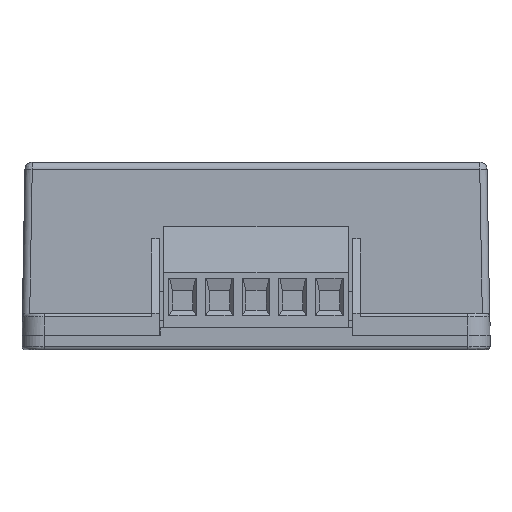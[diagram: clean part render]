
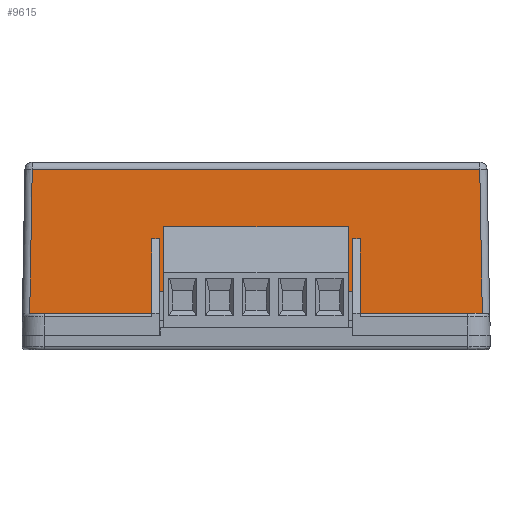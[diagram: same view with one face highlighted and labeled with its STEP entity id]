
A CAD part, front view. The second image highlights one B-rep face of the part: STEP entity #9615.
In plain terms, the highlighted planar face has unit normal (0, -1, 0.018).
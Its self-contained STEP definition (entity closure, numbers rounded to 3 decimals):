
#17 = VECTOR ( 'NONE', #22544, 1000. ) ;
#206 = ORIENTED_EDGE ( 'NONE', *, *, #16982, .T. ) ;
#485 = CARTESIAN_POINT ( 'NONE',  ( 13.2, -46., 3. ) ) ;
#544 = CARTESIAN_POINT ( 'NONE',  ( 30.848, -46., 3. ) ) ;
#1444 = VERTEX_POINT ( 'NONE', #9847 ) ;
#2238 = LINE ( 'NONE', #9863, #22986 ) ;
#2624 = VERTEX_POINT ( 'NONE', #22804 ) ;
#3003 = LINE ( 'NONE', #20787, #6979 ) ;
#3212 = DIRECTION ( 'NONE',  ( -1., 0., 0. ) ) ;
#3560 = LINE ( 'NONE', #544, #8797 ) ;
#3882 = ORIENTED_EDGE ( 'NONE', *, *, #14094, .F. ) ;
#4558 = ORIENTED_EDGE ( 'NONE', *, *, #10720, .T. ) ;
#4580 = FACE_OUTER_BOUND ( 'NONE', #11205, .T. ) ;
#5041 = VERTEX_POINT ( 'NONE', #21744 ) ;
#5210 = LINE ( 'NONE', #10905, #17 ) ;
#5446 = LINE ( 'NONE', #14629, #15249 ) ;
#5840 = DIRECTION ( 'NONE',  ( -1., 0., 0. ) ) ;
#6122 = EDGE_CURVE ( 'NONE', #14286, #20192, #22607, .T. ) ;
#6236 = EDGE_CURVE ( 'NONE', #16864, #1444, #5210, .T. ) ;
#6575 = CARTESIAN_POINT ( 'NONE',  ( 13.2, -45.948, 6. ) ) ;
#6849 = CARTESIAN_POINT ( 'NONE',  ( 31.9, -46., 3. ) ) ;
#6854 = ORIENTED_EDGE ( 'NONE', *, *, #13264, .F. ) ;
#6979 = VECTOR ( 'NONE', #13090, 1000. ) ;
#7738 = EDGE_CURVE ( 'NONE', #14286, #2624, #17790, .T. ) ;
#8275 = LINE ( 'NONE', #19238, #13477 ) ;
#8295 = PLANE ( 'NONE',  #15624 ) ;
#8433 = VERTEX_POINT ( 'NONE', #15131 ) ;
#8797 = VECTOR ( 'NONE', #18010, 1000. ) ;
#9188 = ORIENTED_EDGE ( 'NONE', *, *, #19045, .T. ) ;
#9431 = LINE ( 'NONE', #485, #14027 ) ;
#9615 = ADVANCED_FACE ( 'NONE', ( #4580 ), #8295, .T. ) ;
#9697 = VECTOR ( 'NONE', #3212, 1000. ) ;
#9761 = VERTEX_POINT ( 'NONE', #22237 ) ;
#9844 = LINE ( 'NONE', #6849, #24717 ) ;
#9847 = CARTESIAN_POINT ( 'NONE',  ( -30.848, -46., 3. ) ) ;
#9863 = CARTESIAN_POINT ( 'NONE',  ( 31.9, -45.823, 13.124 ) ) ;
#10275 = DIRECTION ( 'NONE',  ( 0., -0.017, -1. ) ) ;
#10566 = DIRECTION ( 'NONE',  ( 0., -0.017, -1. ) ) ;
#10720 = EDGE_CURVE ( 'NONE', #8433, #16864, #5446, .T. ) ;
#10905 = CARTESIAN_POINT ( 'NONE',  ( -30.505, -45.658, 22.617 ) ) ;
#11205 = EDGE_LOOP ( 'NONE', ( #21481, #4558, #24419, #17036, #13818, #17844, #20221, #9188, #16919, #206, #3882, #6854 ) ) ;
#11312 = CARTESIAN_POINT ( 'NONE',  ( -30.505, -45.658, 22.617 ) ) ;
#11808 = DIRECTION ( 'NONE',  ( 1., 0., 0. ) ) ;
#11899 = VERTEX_POINT ( 'NONE', #6575 ) ;
#11949 = CARTESIAN_POINT ( 'NONE',  ( -13.2, -45.823, 13.124 ) ) ;
#13090 = DIRECTION ( 'NONE',  ( 0., 0.017, 1. ) ) ;
#13151 = DIRECTION ( 'NONE',  ( 0., 0.017, 1. ) ) ;
#13235 = CARTESIAN_POINT ( 'NONE',  ( 14.2, -46., 3. ) ) ;
#13264 = EDGE_CURVE ( 'NONE', #15598, #5041, #14283, .T. ) ;
#13477 = VECTOR ( 'NONE', #13489, 1000. ) ;
#13489 = DIRECTION ( 'NONE',  ( 1., 0., 0. ) ) ;
#13818 = ORIENTED_EDGE ( 'NONE', *, *, #20174, .T. ) ;
#13957 = VERTEX_POINT ( 'NONE', #17335 ) ;
#14027 = VECTOR ( 'NONE', #16114, 1000. ) ;
#14094 = EDGE_CURVE ( 'NONE', #5041, #13957, #15536, .T. ) ;
#14115 = CARTESIAN_POINT ( 'NONE',  ( 31.9, -46., 3. ) ) ;
#14283 = LINE ( 'NONE', #24690, #9697 ) ;
#14286 = VERTEX_POINT ( 'NONE', #11949 ) ;
#14369 = EDGE_CURVE ( 'NONE', #11899, #23526, #9431, .T. ) ;
#14629 = CARTESIAN_POINT ( 'NONE',  ( 31.9, -45.658, 22.617 ) ) ;
#14893 = EDGE_CURVE ( 'NONE', #15598, #8433, #3560, .T. ) ;
#15131 = CARTESIAN_POINT ( 'NONE',  ( 30.505, -45.658, 22.617 ) ) ;
#15249 = VECTOR ( 'NONE', #20294, 1000. ) ;
#15536 = LINE ( 'NONE', #13235, #25242 ) ;
#15592 = CARTESIAN_POINT ( 'NONE',  ( -13.7, -45.823, 13.124 ) ) ;
#15598 = VERTEX_POINT ( 'NONE', #15922 ) ;
#15624 = AXIS2_PLACEMENT_3D ( 'NONE', #14115, #21906, #10275 ) ;
#15922 = CARTESIAN_POINT ( 'NONE',  ( 30.848, -46., 3. ) ) ;
#16114 = DIRECTION ( 'NONE',  ( 0., 0.017, 1. ) ) ;
#16864 = VERTEX_POINT ( 'NONE', #11312 ) ;
#16919 = ORIENTED_EDGE ( 'NONE', *, *, #14369, .T. ) ;
#16982 = EDGE_CURVE ( 'NONE', #23526, #13957, #2238, .T. ) ;
#17036 = ORIENTED_EDGE ( 'NONE', *, *, #22593, .T. ) ;
#17179 = VECTOR ( 'NONE', #5840, 1000. ) ;
#17335 = CARTESIAN_POINT ( 'NONE',  ( 14.2, -45.823, 13.124 ) ) ;
#17412 = VECTOR ( 'NONE', #10566, 1000. ) ;
#17784 = CARTESIAN_POINT ( 'NONE',  ( 13.2, -45.823, 13.124 ) ) ;
#17790 = LINE ( 'NONE', #15592, #17179 ) ;
#17844 = ORIENTED_EDGE ( 'NONE', *, *, #7738, .F. ) ;
#18010 = DIRECTION ( 'NONE',  ( -0.017, 0.017, 1. ) ) ;
#18353 = CARTESIAN_POINT ( 'NONE',  ( -13.2, -46., 3. ) ) ;
#18531 = DIRECTION ( 'NONE',  ( 1., 0., 0. ) ) ;
#19045 = EDGE_CURVE ( 'NONE', #20192, #11899, #8275, .T. ) ;
#19238 = CARTESIAN_POINT ( 'NONE',  ( 31.9, -45.948, 6. ) ) ;
#20174 = EDGE_CURVE ( 'NONE', #9761, #2624, #3003, .T. ) ;
#20192 = VERTEX_POINT ( 'NONE', #20961 ) ;
#20221 = ORIENTED_EDGE ( 'NONE', *, *, #6122, .T. ) ;
#20294 = DIRECTION ( 'NONE',  ( -1., 0., 0. ) ) ;
#20787 = CARTESIAN_POINT ( 'NONE',  ( -14.2, -46., 3. ) ) ;
#20961 = CARTESIAN_POINT ( 'NONE',  ( -13.2, -45.948, 6. ) ) ;
#21481 = ORIENTED_EDGE ( 'NONE', *, *, #14893, .T. ) ;
#21744 = CARTESIAN_POINT ( 'NONE',  ( 14.2, -46., 3. ) ) ;
#21906 = DIRECTION ( 'NONE',  ( 0., -1., 0.017 ) ) ;
#22237 = CARTESIAN_POINT ( 'NONE',  ( -14.2, -46., 3. ) ) ;
#22544 = DIRECTION ( 'NONE',  ( -0.017, -0.017, -1. ) ) ;
#22593 = EDGE_CURVE ( 'NONE', #1444, #9761, #9844, .T. ) ;
#22607 = LINE ( 'NONE', #18353, #17412 ) ;
#22804 = CARTESIAN_POINT ( 'NONE',  ( -14.2, -45.823, 13.124 ) ) ;
#22986 = VECTOR ( 'NONE', #11808, 1000. ) ;
#23526 = VERTEX_POINT ( 'NONE', #17784 ) ;
#24419 = ORIENTED_EDGE ( 'NONE', *, *, #6236, .T. ) ;
#24690 = CARTESIAN_POINT ( 'NONE',  ( 0., -46., 3. ) ) ;
#24717 = VECTOR ( 'NONE', #18531, 1000. ) ;
#25242 = VECTOR ( 'NONE', #13151, 1000. ) ;
